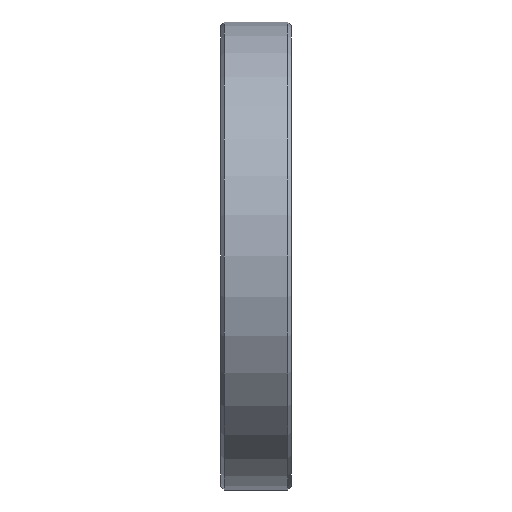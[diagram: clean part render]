
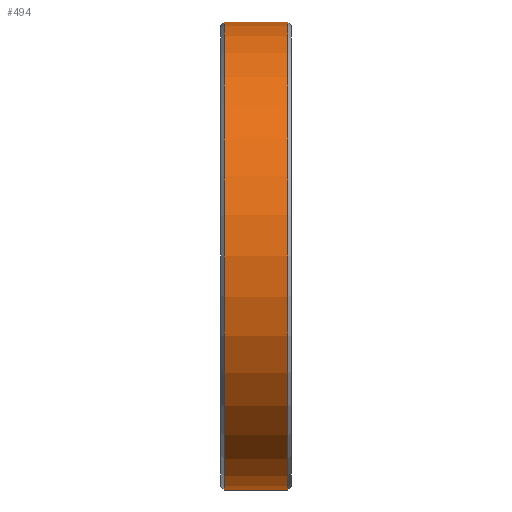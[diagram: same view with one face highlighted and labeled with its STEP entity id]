
A CAD part, left-side view. The second image highlights one B-rep face of the part: STEP entity #494.
In plain terms, the highlighted cylindrical face has radius 15 mm (diameter 30 mm), a partial arc.
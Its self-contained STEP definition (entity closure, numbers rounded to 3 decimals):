
#3 = CARTESIAN_POINT ( 'NONE',  ( 0., 2.5, 0. ) ) ;
#7 = CYLINDRICAL_SURFACE ( 'NONE', #1154, 15. ) ;
#83 = ORIENTED_EDGE ( 'NONE', *, *, #1049, .T. ) ;
#183 = CIRCLE ( 'NONE', #585, 15. ) ;
#215 = CIRCLE ( 'NONE', #344, 15. ) ;
#224 = CARTESIAN_POINT ( 'NONE',  ( 0., 2.5, -15. ) ) ;
#271 = LINE ( 'NONE', #1365, #1699 ) ;
#273 = CARTESIAN_POINT ( 'NONE',  ( 0., -1.6, -15. ) ) ;
#297 = DIRECTION ( 'NONE',  ( 0., -1., 0. ) ) ;
#344 = AXIS2_PLACEMENT_3D ( 'NONE', #3, #1074, #1687 ) ;
#347 = DIRECTION ( 'NONE',  ( 0., 0., -1. ) ) ;
#457 = EDGE_CURVE ( 'NONE', #1518, #498, #271, .T. ) ;
#494 = ADVANCED_FACE ( 'NONE', ( #1880 ), #7, .T. ) ;
#498 = VERTEX_POINT ( 'NONE', #1574 ) ;
#585 = AXIS2_PLACEMENT_3D ( 'NONE', #1105, #1098, #347 ) ;
#589 = VECTOR ( 'NONE', #1272, 1000. ) ;
#643 = ORIENTED_EDGE ( 'NONE', *, *, #1421, .T. ) ;
#646 = CARTESIAN_POINT ( 'NONE',  ( 0., 2.7, 0. ) ) ;
#668 = DIRECTION ( 'NONE',  ( 0., 0., -1. ) ) ;
#761 = EDGE_LOOP ( 'NONE', ( #1466, #83, #643, #1788 ) ) ;
#923 = EDGE_CURVE ( 'NONE', #1435, #498, #183, .T. ) ;
#1049 = EDGE_CURVE ( 'NONE', #1518, #1339, #215, .T. ) ;
#1074 = DIRECTION ( 'NONE',  ( 0., -1., 0. ) ) ;
#1088 = DIRECTION ( 'NONE',  ( 0., -1., 0. ) ) ;
#1098 = DIRECTION ( 'NONE',  ( 0., 1., 0. ) ) ;
#1105 = CARTESIAN_POINT ( 'NONE',  ( 0., -1.6, 0. ) ) ;
#1154 = AXIS2_PLACEMENT_3D ( 'NONE', #646, #297, #668 ) ;
#1242 = CARTESIAN_POINT ( 'NONE',  ( 0., 2.7, -15. ) ) ;
#1272 = DIRECTION ( 'NONE',  ( 0., -1., 0. ) ) ;
#1317 = CARTESIAN_POINT ( 'NONE',  ( 0., 2.5, 15. ) ) ;
#1339 = VERTEX_POINT ( 'NONE', #224 ) ;
#1365 = CARTESIAN_POINT ( 'NONE',  ( 0., 2.7, 15. ) ) ;
#1421 = EDGE_CURVE ( 'NONE', #1339, #1435, #1693, .T. ) ;
#1435 = VERTEX_POINT ( 'NONE', #273 ) ;
#1466 = ORIENTED_EDGE ( 'NONE', *, *, #457, .F. ) ;
#1518 = VERTEX_POINT ( 'NONE', #1317 ) ;
#1574 = CARTESIAN_POINT ( 'NONE',  ( 0., -1.6, 15. ) ) ;
#1687 = DIRECTION ( 'NONE',  ( 0., 0., 1. ) ) ;
#1693 = LINE ( 'NONE', #1242, #589 ) ;
#1699 = VECTOR ( 'NONE', #1088, 1000. ) ;
#1788 = ORIENTED_EDGE ( 'NONE', *, *, #923, .T. ) ;
#1880 = FACE_OUTER_BOUND ( 'NONE', #761, .T. ) ;
